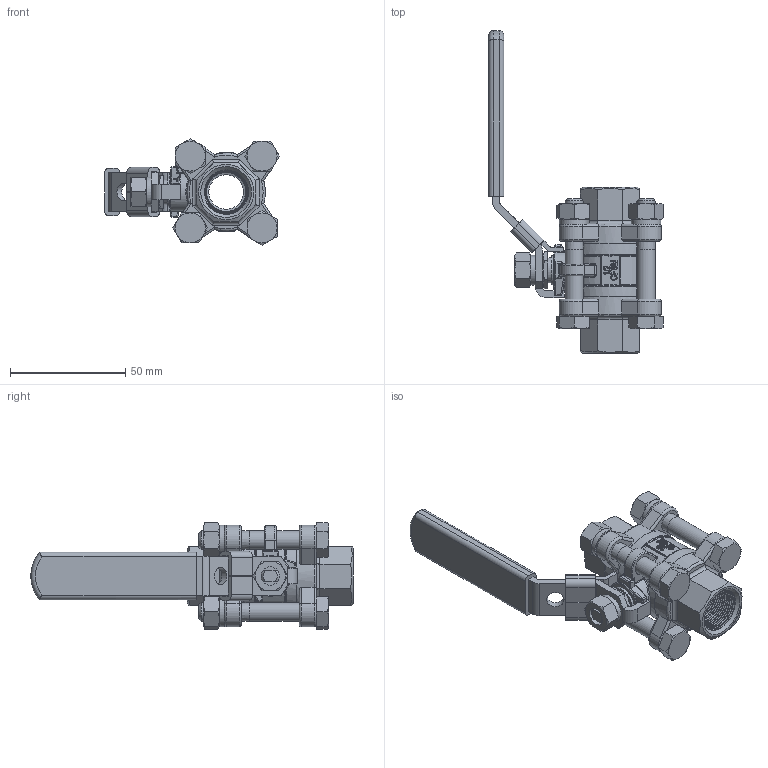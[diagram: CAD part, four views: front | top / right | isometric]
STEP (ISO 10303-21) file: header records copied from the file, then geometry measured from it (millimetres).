
FILE_DESCRIPTION(('STEP AP214'),'1');
FILE_NAME('1-2.stp','2020-08-04T06:14:52',(' '),(' '),'Spatial InterOp 3D',' ',' ');
FILE_SCHEMA(('AUTOMOTIVE_DESIGN { 1 0 10303 214 1 1 1 1 }'));
Length unit declared in the file: millimetre
Products named in the file (22): 3PC_____1/2; 阀体; 垫圈 ： 单圈弹簧 - M8.0 x 2.1; 螺母 ： 标准 - M8.0 x 6.8; 螺栓 ： 六角头 - M8.0 x 51.0; 加锁手柄; 手柄套; 格兰; 阀杆; 阀盖
Assembly tree (21 placements, depth 2):
  3PC_____1/2
    阀体
    垫圈 ： 单圈弹簧 - M8.0 x 2.1
    螺母 ： 标准 - M8.0 x 6.8
    螺栓 ： 六角头 - M8.0 x 51.0
    垫圈 ： 单圈弹簧 - M8.0 x 2.1
    螺母 ： 标准 - M8.0 x 6.8
    加锁手柄
    手柄套
    格兰
    阀杆
    阀盖
    垫圈 ： 单圈弹簧 - M8.0 x 2.1
    螺母 ： 标准 - M8.0 x 6.8
    螺栓 ： 六角头 - M8.0 x 51.0
    垫圈 ： 单圈弹簧 - M8.0 x 2.1
    螺母 ： 标准 - M8.0 x 6.8
    螺栓 ： 六角头 - M8.0 x 51.0
    垫圈 ： 单圈弹簧 - M8.0 x 2.1
    螺母 ： 标准 - M8.0 x 6.8
    螺栓 ： 六角头 - M8.0 x 51.0
    阀盖
Bounding box: 75.76 x 139.68 x 46.12 mm (x, y, z)
Volume: 66767.8 mm3; surface area: 48077.3 mm2
Topology: 22 solids, 22 shells, 1366 faces, 3533 edges, 2215 vertices
Faces by surface type: plane 836, cylinder 178, cone 162, bspline 120, torus 49, sphere 21
Full cylindrical faces by diameter (mm): 7.5 x1, 8 x10, 8.2 x8, 8.5 x3, 10 x1, 11 x2, 11.326 x1, 12.7 x1, 15 x2, 26.5 x1, 27 x2, 30.5 x2, 34 x4
Entity records: 67246 total; most frequent: CARTESIAN_POINT 25446, ORIENTED_EDGE 6632, DIRECTION 5786, EDGE_CURVE 3316, LINE 2230, VECTOR 2230, VERTEX_POINT 2129, AXIS2_PLACEMENT_3D 1778
